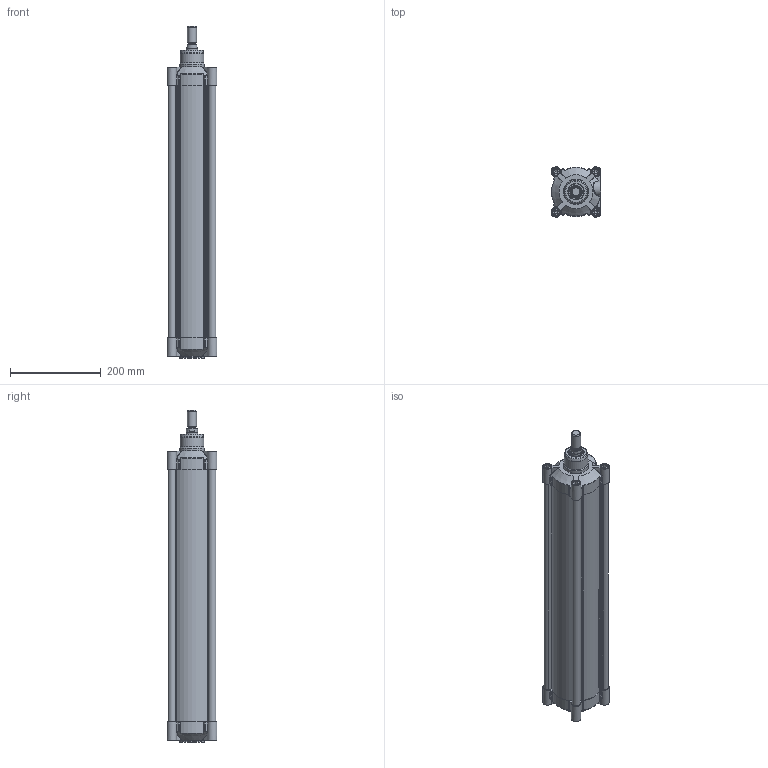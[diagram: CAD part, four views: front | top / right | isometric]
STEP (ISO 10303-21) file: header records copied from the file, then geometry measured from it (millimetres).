
FILE_DESCRIPTION((''),'2;1');
FILE_NAME('HDM100.500.GS.M.stp','2013-12-20T16:51:49',('carlo.corazza'),(''),'Autodesk Inventor 2012','Autodesk Inventor 2012','');
FILE_SCHEMA(('AUTOMOTIVE_DESIGN { 1 0 10303 214 1 1 1 1 }'));
Length unit declared in the file: millimetre
Products named in the file (5): HDM100..GS.M; TP; TA; STELO-500; CORPO-500
Assembly tree (4 placements, depth 2):
  HDM100..GS.M
    TP
    TA
    STELO-500
    CORPO-500
Bounding box: 110 x 110 x 733 mm (x, y, z)
Volume: 1859962.4 mm3; surface area: 769097.5 mm2
Topology: 4 solids, 29 shells, 1265 faces, 2864 edges, 1730 vertices
Faces by surface type: plane 388, bspline 266, cylinder 241, torus 126, cone 122, sphere 116, revolution 6
Full cylindrical faces by diameter (mm): 5 x2, 5.9 x2, 6.5 x2, 7.25 x2, 8.376 x8, 9.1 x4, 9.4 x4, 10 x8, 10.3 x8, 11.8 x4, 11.9 x2, 12 x4, 16 x9, 16.3 x8, 17 x2, 17.5 x1, 18.631 x2, 20 x1, 24.5 x1, 25 x1, 25.8 x1, 25.962 x1, 30 x1, 31.5 x2, 35 x3, 52 x1, 55 x2, 100 x1
Entity records: 39932 total; most frequent: CARTESIAN_POINT 12698, ORIENTED_EDGE 5150, DIRECTION 5052, EDGE_CURVE 2575, AXIS2_PLACEMENT_3D 2063, VERTEX_POINT 1673, EDGE_LOOP 1602, STYLED_ITEM 1267
